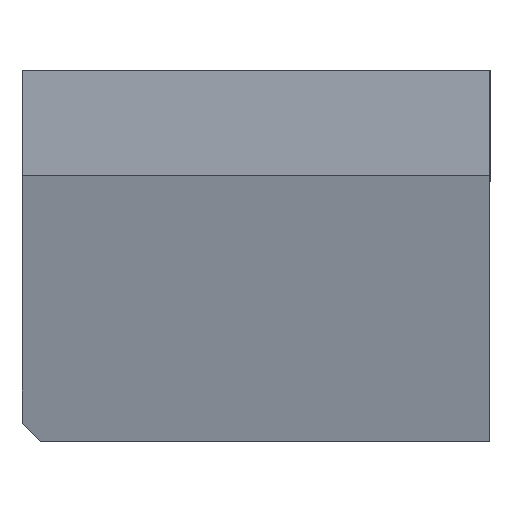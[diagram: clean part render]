
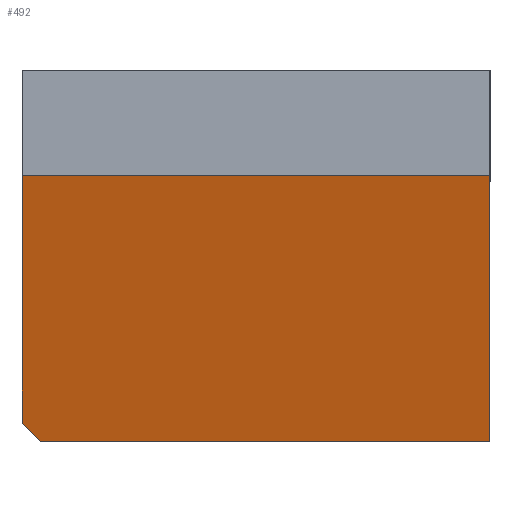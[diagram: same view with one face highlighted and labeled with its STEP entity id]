
A CAD part, left-side view. The second image highlights one B-rep face of the part: STEP entity #492.
In plain terms, the highlighted planar face has unit normal (-0.943, 0.334, 0).
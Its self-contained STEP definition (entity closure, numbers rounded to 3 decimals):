
#492=ADVANCED_FACE('NONE',(#1200),#1201,.F.);
#1200=FACE_OUTER_BOUND('',#2109,.T.);
#1201=PLANE('',#2110);
#2109=EDGE_LOOP('',(#3953,#3954,#3955,#3956,#3957));
#2110=AXIS2_PLACEMENT_3D('',#3958,#3959,#3960);
#3953=ORIENTED_EDGE('',*,*,#6190,.T.);
#3954=ORIENTED_EDGE('',*,*,#6376,.T.);
#3955=ORIENTED_EDGE('',*,*,#6377,.T.);
#3956=ORIENTED_EDGE('',*,*,#6170,.F.);
#3957=ORIENTED_EDGE('',*,*,#6378,.T.);
#3958=CARTESIAN_POINT('',(-8.867,-25.,39.7));
#3959=DIRECTION('',(0.942,-0.334,0.0));
#3960=DIRECTION('',(0.0,0.0,-1.0));
#6170=EDGE_CURVE('NONE',#7735,#7737,#7738,.T.);
#6190=EDGE_CURVE('NONE',#7763,#7761,#7764,.T.);
#6376=EDGE_CURVE('NONE',#7761,#8072,#8073,.T.);
#6377=EDGE_CURVE('NONE',#8072,#7737,#8074,.T.);
#6378=EDGE_CURVE('NONE',#7735,#7763,#8075,.T.);
#7735=VERTEX_POINT('NONE',#9885);
#7737=VERTEX_POINT('NONE',#9888);
#7738=LINE('',#9889,#9890);
#7761=VERTEX_POINT('NONE',#9919);
#7763=VERTEX_POINT('NONE',#9922);
#7764=LINE('',#9923,#9924);
#8072=VERTEX_POINT('NONE',#10414);
#8073=LINE('',#10415,#10416);
#8074=LINE('',#10417,#10418);
#8075=LINE('',#10419,#10420);
#9885=CARTESIAN_POINT('',(-8.867,-25.,28.45));
#9888=CARTESIAN_POINT('',(-8.867,-25.,0.0));
#9889=CARTESIAN_POINT('',(-8.867,-25.,39.7));
#9890=VECTOR('',#11488,1000.0);
#9919=CARTESIAN_POINT('',(8.867,25.,2.));
#9922=CARTESIAN_POINT('',(8.867,25.,28.45));
#9923=CARTESIAN_POINT('',(8.867,25.,39.7));
#9924=VECTOR('',#11526,1000.0);
#10414=CARTESIAN_POINT('',(8.158,23.,0.0));
#10415=CARTESIAN_POINT('',(8.867,25.,2.));
#10416=VECTOR('',#11715,1000.0);
#10417=CARTESIAN_POINT('',(-8.867,-25.,0.0));
#10418=VECTOR('',#11716,1000.0);
#10419=CARTESIAN_POINT('',(-8.867,-25.,28.45));
#10420=VECTOR('',#11717,1000.0);
#11488=DIRECTION('',(-0.0,-0.0,-1.0));
#11526=DIRECTION('',(-0.0,-0.0,-1.0));
#11715=DIRECTION('',(-0.243,-0.686,-0.686));
#11716=DIRECTION('',(-0.334,-0.942,-0.0));
#11717=DIRECTION('',(0.334,0.942,0.0));
